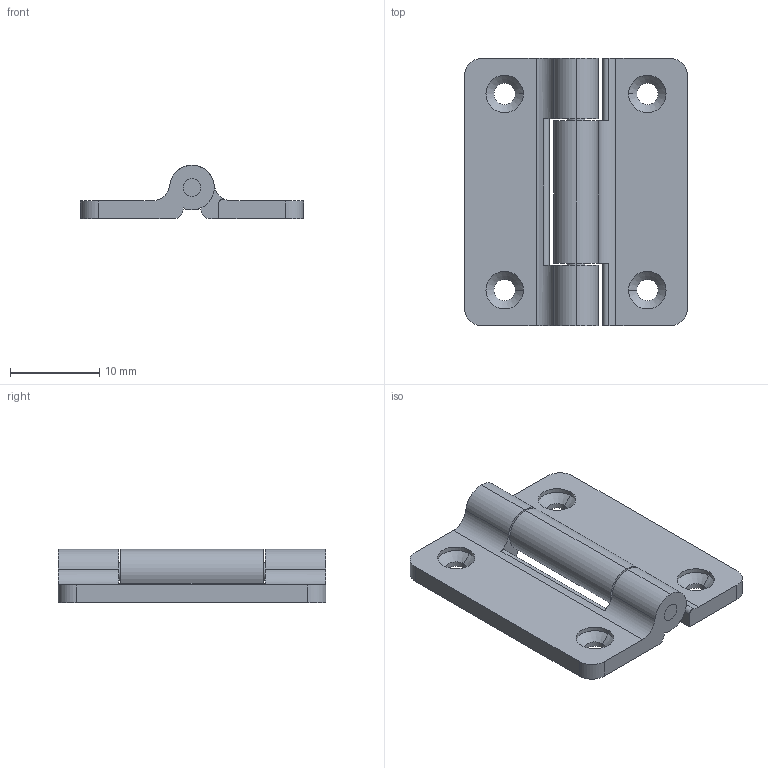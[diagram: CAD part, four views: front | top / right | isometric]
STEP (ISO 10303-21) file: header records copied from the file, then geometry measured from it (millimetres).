
FILE_DESCRIPTION (( 'STEP AP214' ), '1' );
FILE_NAME ('TH_173_1W.STEP', '2015-03-18T07:22:09', ( '' ), ( '' ), 'SwSTEP 2.0', 'SolidWorks 2015', '' );
FILE_SCHEMA (( 'AUTOMOTIVE_DESIGN' ));
Length unit declared in the file: millimetre
Products named in the file (4): shaft; hinge piece_A; hinge piece_B; TH_173_1W
Assembly tree (3 placements, depth 2):
  TH_173_1W
    hinge piece_B
    hinge piece_A
    shaft
Bounding box: 25 x 30 x 6 mm (x, y, z)
Volume: 1778.4 mm3; surface area: 2408.8 mm2
Topology: 3 solids, 3 shells, 75 faces, 191 edges, 122 vertices
Faces by surface type: cylinder 45, plane 22, cone 8
Entity records: 2473 total; most frequent: DIRECTION 447, CARTESIAN_POINT 394, ORIENTED_EDGE 382, EDGE_CURVE 191, AXIS2_PLACEMENT_3D 175, VERTEX_POINT 122, LINE 97, VECTOR 97
